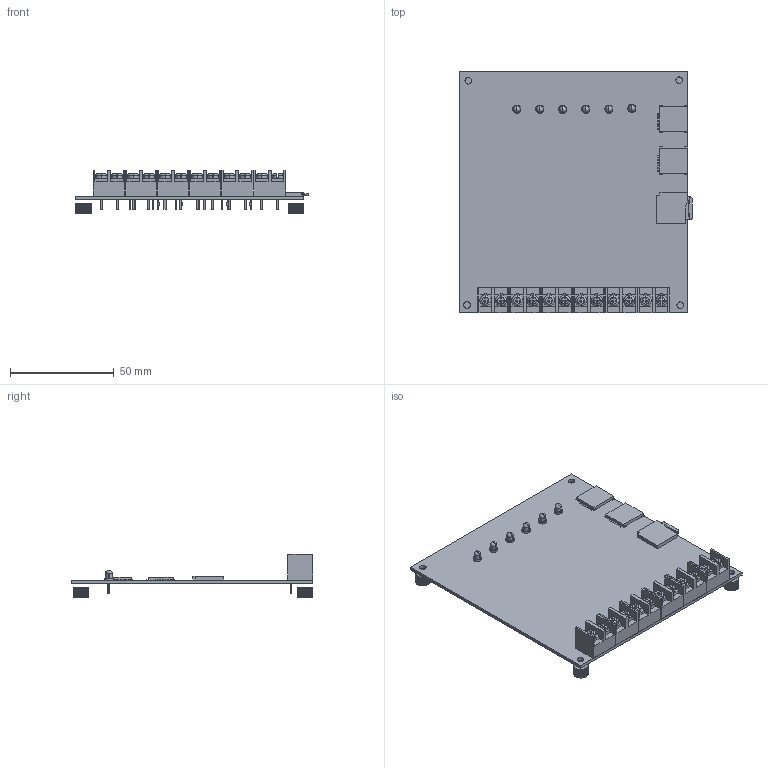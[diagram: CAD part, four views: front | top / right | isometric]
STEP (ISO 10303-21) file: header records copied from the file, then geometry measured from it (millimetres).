
FILE_DESCRIPTION(('Open CASCADE Model'),'2;1');
FILE_NAME('Open CASCADE Shape Model','2023-05-24T10:22:04',('Author'),( 'Open CASCADE'),'Open CASCADE STEP processor 6.8','Open CASCADE 6.8' ,'Unknown');
FILE_SCHEMA(('AUTOMOTIVE_DESIGN { 1 0 10303 214 1 1 1 1 }'));
Length unit declared in the file: millimetre
Products named in the file (32): PCB; Board; Open CASCADE STEP translator 6.8 1.1.1; Designator22; 8714475312; Extruded; 8714475232; 8714475152; Designator21; Designator4_1_2; User_Library-LED-D3Y; Designator4_1_1; Designator3_1_1; Designator3_1; Designator4_1; Designator4; Open CASCADE STEP translator 6.8 1.10; User_Library-microsd_card; 6215590864; Designator14_2; User_Library-kf7_62-2p; Designator15_2; Designator14_1; Designator15_1; Designator15; Designator14; Free-Models; 6215594464
Assembly tree (65 placements, depth 4):
  PCB
    Board
      Open CASCADE STEP translator 6.8 1.1.1
    Designator22
      8714475312  x4
        Extruded
      8714475232  x7
        Extruded
      8714475152
        Extruded
    Designator21
      8714475312  x4
        Extruded
      8714475232  x7
        Extruded
      8714475152
        Extruded
    Designator4_1_2
      User_Library-LED-D3Y
    Designator4_1_1
      User_Library-LED-D3Y
    Designator3_1_1
      User_Library-LED-D3Y
    Designator3_1
      User_Library-LED-D3Y
    Designator4_1
      User_Library-LED-D3Y
    Designator4
      User_Library-LED-D3Y
    Open CASCADE STEP translator 6.8 1.10
      User_Library-microsd_card
      6215590864
        Extruded
    Designator14_2
      User_Library-kf7_62-2p
    Designator15_2
      User_Library-kf7_62-2p
    Designator14_1
      User_Library-kf7_62-2p
    Designator15_1
      User_Library-kf7_62-2p
    Designator15
      User_Library-kf7_62-2p
    Designator14
      User_Library-kf7_62-2p
    Free-Models
      6215594464  x4
        Extruded
Bounding box: 112.22 x 116.28 x 20.8 mm (x, y, z)
Volume: 32425 mm3; surface area: 37648.8 mm2
Topology: 61 solids, 67 shells, 1338 faces, 3460 edges, 2268 vertices
Faces by surface type: plane 1114, cylinder 151, bspline 36, cone 13, sphere 12, torus 12
Full cylindrical faces by diameter (mm): 0.9 x4, 1.016 x12, 3.2 x4
Entity records: 11623 total; most frequent: CARTESIAN_POINT 2011, DIRECTION 1726, ORIENTED_EDGE 1726, EDGE_CURVE 863, LINE 730, VECTOR 730, VERTEX_POINT 571, AXIS2_PLACEMENT_3D 498
